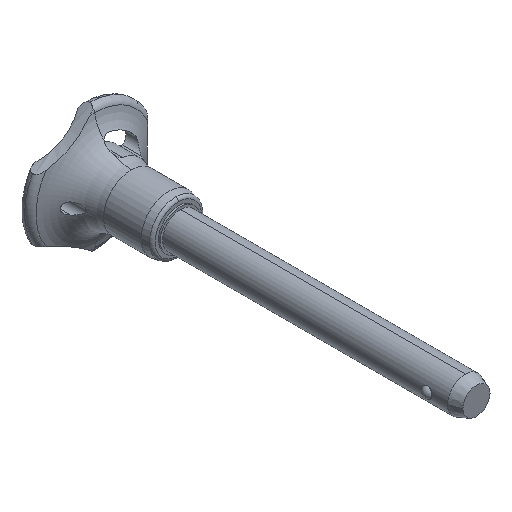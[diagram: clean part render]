
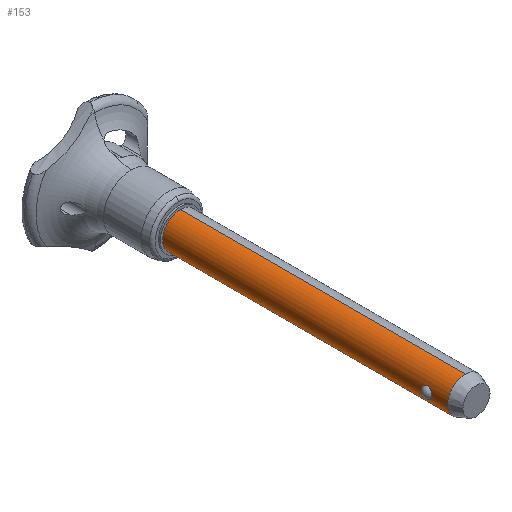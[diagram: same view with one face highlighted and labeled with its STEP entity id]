
A CAD part, isometric view. The second image highlights one B-rep face of the part: STEP entity #153.
In plain terms, the highlighted cylindrical face has radius 3.969 mm (diameter 7.938 mm), a partial arc.
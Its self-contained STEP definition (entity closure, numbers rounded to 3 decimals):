
#153=ADVANCED_FACE('',(#318,#319),#320,.T.);
#318=FACE_OUTER_BOUND('',#490,.T.);
#319=FACE_BOUND('',#491,.T.);
#320=CYLINDRICAL_SURFACE('',#492,3.969);
#490=EDGE_LOOP('',(#909,#910,#911,#912,#913));
#491=EDGE_LOOP('',(#914,#915));
#492=AXIS2_PLACEMENT_3D('',#916,#917,#918);
#909=ORIENTED_EDGE('',*,*,#1198,.F.);
#910=ORIENTED_EDGE('',*,*,#1236,.T.);
#911=ORIENTED_EDGE('',*,*,#1075,.T.);
#912=ORIENTED_EDGE('',*,*,#1200,.F.);
#913=ORIENTED_EDGE('',*,*,#1237,.F.);
#914=ORIENTED_EDGE('',*,*,#1149,.T.);
#915=ORIENTED_EDGE('',*,*,#1150,.T.);
#916=CARTESIAN_POINT('',(0.,-33.401,0.0));
#917=DIRECTION('',(0.,1.0,0.0));
#918=DIRECTION('',(0.0,0.0,-1.0));
#1075=EDGE_CURVE('',#1291,#1297,#1299,.T.);
#1149=EDGE_CURVE('',#1424,#1425,#1426,.T.);
#1150=EDGE_CURVE('',#1425,#1424,#1427,.T.);
#1198=EDGE_CURVE('',#1498,#1499,#1500,.T.);
#1200=EDGE_CURVE('',#1501,#1297,#1503,.T.);
#1236=EDGE_CURVE('',#1498,#1291,#1542,.T.);
#1237=EDGE_CURVE('',#1499,#1501,#1543,.T.);
#1291=VERTEX_POINT('',#1635);
#1297=VERTEX_POINT('',#1643);
#1299=CIRCLE('',#1645,3.969);
#1424=VERTEX_POINT('',#2408);
#1425=VERTEX_POINT('',#2409);
#1426=B_SPLINE_CURVE_WITH_KNOTS('',3,(#2410,#2411,#2412,#2413,#2414,#2415,#2416,#2417,#2418,#2419,#2420,#2421,#2422,#2423,#2424,#2425,#2426,#2427,#2428,#2429,#2430,#2431,#2432,#2433,#2434,#2435),.UNSPECIFIED.,.F.,.F.,(4,2,2,2,2,2,2,2,2,2,2,2,4),(0.0,0.401,0.802,0.988,1.174,1.485,1.795,2.106,2.416,2.603,2.789,3.19,3.59),.UNSPECIFIED.);
#1427=B_SPLINE_CURVE_WITH_KNOTS('',3,(#2436,#2437,#2438,#2439,#2440,#2441,#2442,#2443,#2444,#2445,#2446,#2447,#2448,#2449,#2450,#2451,#2452,#2453,#2454,#2455,#2456,#2457,#2458,#2459,#2460,#2461),.UNSPECIFIED.,.F.,.F.,(4,2,2,2,2,2,2,2,2,2,2,2,4),(3.59,3.991,4.392,4.578,4.764,5.075,5.386,5.696,6.007,6.193,6.379,6.78,7.181),.UNSPECIFIED.);
#1498=VERTEX_POINT('',#2929);
#1499=VERTEX_POINT('',#2930);
#1500=LINE('',#2931,#2932);
#1501=VERTEX_POINT('',#2933);
#1503=LINE('',#2935,#2936);
#1542=CIRCLE('',#3245,3.969);
#1543=CIRCLE('',#3246,3.969);
#1635=CARTESIAN_POINT('',(-3.969,-64.287,0.));
#1643=CARTESIAN_POINT('',(0.,-64.287,3.969));
#1645=AXIS2_PLACEMENT_3D('',#3364,#3365,#3366);
#2408=CARTESIAN_POINT('',(-3.776,-59.584,1.222));
#2409=CARTESIAN_POINT('',(-3.776,-59.584,-1.222));
#2410=CARTESIAN_POINT('',(-3.776,-59.584,1.222));
#2411=CARTESIAN_POINT('',(-3.776,-59.717,1.222));
#2412=CARTESIAN_POINT('',(-3.784,-59.86,1.197));
#2413=CARTESIAN_POINT('',(-3.815,-60.124,1.095));
#2414=CARTESIAN_POINT('',(-3.837,-60.246,1.018));
#2415=CARTESIAN_POINT('',(-3.868,-60.389,0.889));
#2416=CARTESIAN_POINT('',(-3.879,-60.436,0.841));
#2417=CARTESIAN_POINT('',(-3.9,-60.519,0.736));
#2418=CARTESIAN_POINT('',(-3.911,-60.556,0.68));
#2419=CARTESIAN_POINT('',(-3.933,-60.637,0.536));
#2420=CARTESIAN_POINT('',(-3.947,-60.679,0.432));
#2421=CARTESIAN_POINT('',(-3.964,-60.735,0.216));
#2422=CARTESIAN_POINT('',(-3.969,-60.748,0.104));
#2423=CARTESIAN_POINT('',(-3.969,-60.748,-0.104));
#2424=CARTESIAN_POINT('',(-3.964,-60.735,-0.216));
#2425=CARTESIAN_POINT('',(-3.947,-60.679,-0.432));
#2426=CARTESIAN_POINT('',(-3.933,-60.637,-0.536));
#2427=CARTESIAN_POINT('',(-3.911,-60.556,-0.68));
#2428=CARTESIAN_POINT('',(-3.9,-60.519,-0.736));
#2429=CARTESIAN_POINT('',(-3.879,-60.436,-0.841));
#2430=CARTESIAN_POINT('',(-3.868,-60.389,-0.889));
#2431=CARTESIAN_POINT('',(-3.837,-60.246,-1.018));
#2432=CARTESIAN_POINT('',(-3.815,-60.124,-1.095));
#2433=CARTESIAN_POINT('',(-3.784,-59.86,-1.197));
#2434=CARTESIAN_POINT('',(-3.776,-59.717,-1.222));
#2435=CARTESIAN_POINT('',(-3.776,-59.584,-1.222));
#2436=CARTESIAN_POINT('',(-3.776,-59.584,-1.222));
#2437=CARTESIAN_POINT('',(-3.776,-59.45,-1.222));
#2438=CARTESIAN_POINT('',(-3.784,-59.308,-1.197));
#2439=CARTESIAN_POINT('',(-3.815,-59.044,-1.095));
#2440=CARTESIAN_POINT('',(-3.837,-58.922,-1.018));
#2441=CARTESIAN_POINT('',(-3.868,-58.778,-0.889));
#2442=CARTESIAN_POINT('',(-3.879,-58.732,-0.841));
#2443=CARTESIAN_POINT('',(-3.9,-58.648,-0.736));
#2444=CARTESIAN_POINT('',(-3.911,-58.611,-0.68));
#2445=CARTESIAN_POINT('',(-3.933,-58.531,-0.536));
#2446=CARTESIAN_POINT('',(-3.947,-58.488,-0.432));
#2447=CARTESIAN_POINT('',(-3.964,-58.433,-0.216));
#2448=CARTESIAN_POINT('',(-3.969,-58.42,-0.104));
#2449=CARTESIAN_POINT('',(-3.969,-58.42,0.104));
#2450=CARTESIAN_POINT('',(-3.964,-58.433,0.216));
#2451=CARTESIAN_POINT('',(-3.947,-58.488,0.432));
#2452=CARTESIAN_POINT('',(-3.933,-58.531,0.536));
#2453=CARTESIAN_POINT('',(-3.911,-58.611,0.68));
#2454=CARTESIAN_POINT('',(-3.9,-58.648,0.736));
#2455=CARTESIAN_POINT('',(-3.879,-58.732,0.841));
#2456=CARTESIAN_POINT('',(-3.868,-58.778,0.889));
#2457=CARTESIAN_POINT('',(-3.837,-58.922,1.018));
#2458=CARTESIAN_POINT('',(-3.815,-59.044,1.095));
#2459=CARTESIAN_POINT('',(-3.784,-59.308,1.197));
#2460=CARTESIAN_POINT('',(-3.776,-59.45,1.222));
#2461=CARTESIAN_POINT('',(-3.776,-59.584,1.222));
#2929=CARTESIAN_POINT('',(0.,-64.287,-3.969));
#2930=CARTESIAN_POINT('',(0.,0.0,-3.969));
#2931=CARTESIAN_POINT('',(0.,-33.401,-3.969));
#2932=VECTOR('',#3516,1.0);
#2933=CARTESIAN_POINT('',(0.,0.,3.969));
#2935=CARTESIAN_POINT('',(0.,-33.401,3.969));
#2936=VECTOR('',#3520,1.0);
#3245=AXIS2_PLACEMENT_3D('',#3545,#3546,#3547);
#3246=AXIS2_PLACEMENT_3D('',#3548,#3549,#3550);
#3364=CARTESIAN_POINT('',(0.,-64.287,0.0));
#3365=DIRECTION('',(0.,1.0,0.));
#3366=DIRECTION('',(0.,0.,-1.0));
#3516=DIRECTION('',(0.,1.0,0.0));
#3520=DIRECTION('',(0.,-1.0,-0.0));
#3545=CARTESIAN_POINT('',(0.,-64.287,0.0));
#3546=DIRECTION('',(0.,1.0,0.));
#3547=DIRECTION('',(0.,0.,-1.0));
#3548=CARTESIAN_POINT('',(0.,0.0,0.0));
#3549=DIRECTION('',(0.,1.0,0.0));
#3550=DIRECTION('',(0.0,0.0,-1.0));
